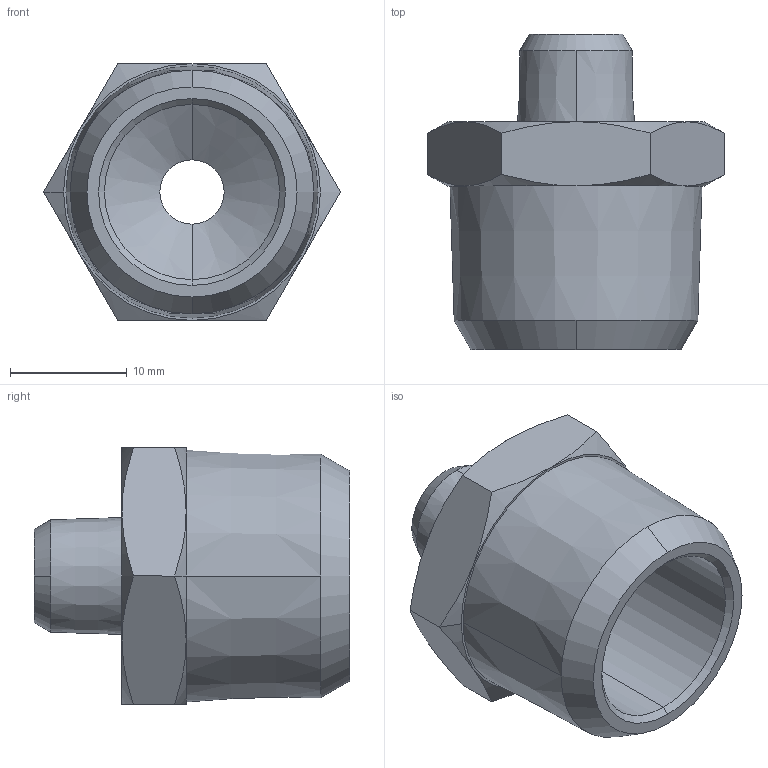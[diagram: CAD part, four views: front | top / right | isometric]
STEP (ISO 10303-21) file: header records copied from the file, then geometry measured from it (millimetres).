
FILE_DESCRIPTION(( 'RA.12.18.12.STEP' ), '1');
FILE_NAME( 'RA.12.18.12.STEP', '2018-10-05T16:03:21',( 'Sopra'),('sopra-pneumatic.com'), 'SwSTEP 2.0','SolidWorks 2009','' );
FILE_SCHEMA (( 'CONFIG_CONTROL_DESIGN' ));
Length unit declared in the file: millimetre
Products named in the file (1): 0202000014W00A
Bounding box: 25.4 x 27 x 22 mm (x, y, z)
Volume: 4370.4 mm3; surface area: 3109.4 mm2
Topology: 1 solids, 1 shells, 41 faces, 92 edges, 55 vertices
Faces by surface type: cone 27, plane 10, cylinder 4
Entity records: 1290 total; most frequent: CARTESIAN_POINT 309, DIRECTION 195, ORIENTED_EDGE 184, EDGE_CURVE 92, AXIS2_PLACEMENT_3D 85, VERTEX_POINT 55, EDGE_LOOP 45, CIRCLE 43
